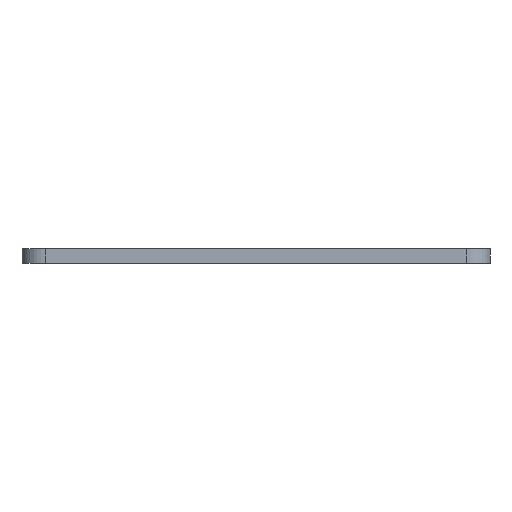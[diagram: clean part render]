
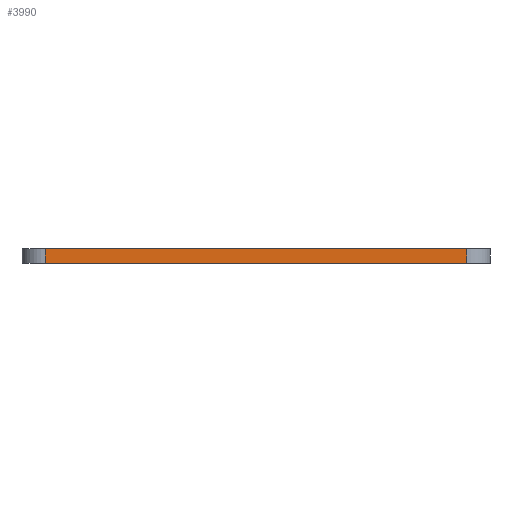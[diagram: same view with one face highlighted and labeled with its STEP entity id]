
A CAD part, front view. The second image highlights one B-rep face of the part: STEP entity #3990.
In plain terms, the highlighted planar face has unit normal (0, -1, 0).
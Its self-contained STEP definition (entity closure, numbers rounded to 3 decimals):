
#83 = PLANE('',#84);
#84 = AXIS2_PLACEMENT_3D('',#85,#86,#87);
#85 = CARTESIAN_POINT('',(148.499,-105.01,1.6));
#86 = DIRECTION('',(0.,0.,1.));
#87 = DIRECTION('',(1.,0.,-0.));
#111 = CYLINDRICAL_SURFACE('',#112,2.54);
#112 = AXIS2_PLACEMENT_3D('',#113,#114,#115);
#113 = CARTESIAN_POINT('',(125.641,-113.894,0.));
#114 = DIRECTION('',(-0.,-0.,-1.));
#115 = DIRECTION('',(1.,0.,-0.));
#137 = PLANE('',#138);
#138 = AXIS2_PLACEMENT_3D('',#139,#140,#141);
#139 = CARTESIAN_POINT('',(148.499,-105.01,0.));
#140 = DIRECTION('',(0.,0.,1.));
#141 = DIRECTION('',(1.,0.,-0.));
#230 = VERTEX_POINT('',#231);
#231 = CARTESIAN_POINT('',(125.641,-116.434,1.6));
#253 = EDGE_CURVE('',#254,#230,#256,.T.);
#254 = VERTEX_POINT('',#255);
#255 = CARTESIAN_POINT('',(125.641,-116.434,0.));
#256 = SURFACE_CURVE('',#257,(#261,#268),.PCURVE_S1.);
#257 = LINE('',#258,#259);
#258 = CARTESIAN_POINT('',(125.641,-116.434,0.));
#259 = VECTOR('',#260,1.);
#260 = DIRECTION('',(0.,0.,1.));
#261 = PCURVE('',#111,#262);
#262 = DEFINITIONAL_REPRESENTATION('',(#263),#267);
#263 = LINE('',#264,#265);
#264 = CARTESIAN_POINT('',(-4.712,0.));
#265 = VECTOR('',#266,1.);
#266 = DIRECTION('',(-0.,-1.));
#267 = ( GEOMETRIC_REPRESENTATION_CONTEXT(2) 
PARAMETRIC_REPRESENTATION_CONTEXT() REPRESENTATION_CONTEXT('2D SPACE',''
  ) );
#268 = PCURVE('',#269,#274);
#269 = PLANE('',#270);
#270 = AXIS2_PLACEMENT_3D('',#271,#272,#273);
#271 = CARTESIAN_POINT('',(125.641,-116.434,0.));
#272 = DIRECTION('',(0.,1.,0.));
#273 = DIRECTION('',(1.,0.,0.));
#274 = DEFINITIONAL_REPRESENTATION('',(#275),#279);
#275 = LINE('',#276,#277);
#276 = CARTESIAN_POINT('',(0.,0.));
#277 = VECTOR('',#278,1.);
#278 = DIRECTION('',(0.,-1.));
#279 = ( GEOMETRIC_REPRESENTATION_CONTEXT(2) 
PARAMETRIC_REPRESENTATION_CONTEXT() REPRESENTATION_CONTEXT('2D SPACE',''
  ) );
#308 = EDGE_CURVE('',#254,#309,#311,.T.);
#309 = VERTEX_POINT('',#310);
#310 = CARTESIAN_POINT('',(171.361,-116.434,0.));
#311 = SURFACE_CURVE('',#312,(#316,#323),.PCURVE_S1.);
#312 = LINE('',#313,#314);
#313 = CARTESIAN_POINT('',(125.641,-116.434,0.));
#314 = VECTOR('',#315,1.);
#315 = DIRECTION('',(1.,0.,0.));
#316 = PCURVE('',#137,#317);
#317 = DEFINITIONAL_REPRESENTATION('',(#318),#322);
#318 = LINE('',#319,#320);
#319 = CARTESIAN_POINT('',(-22.858,-11.423));
#320 = VECTOR('',#321,1.);
#321 = DIRECTION('',(1.,0.));
#322 = ( GEOMETRIC_REPRESENTATION_CONTEXT(2) 
PARAMETRIC_REPRESENTATION_CONTEXT() REPRESENTATION_CONTEXT('2D SPACE',''
  ) );
#323 = PCURVE('',#269,#324);
#324 = DEFINITIONAL_REPRESENTATION('',(#325),#329);
#325 = LINE('',#326,#327);
#326 = CARTESIAN_POINT('',(0.,0.));
#327 = VECTOR('',#328,1.);
#328 = DIRECTION('',(1.,0.));
#329 = ( GEOMETRIC_REPRESENTATION_CONTEXT(2) 
PARAMETRIC_REPRESENTATION_CONTEXT() REPRESENTATION_CONTEXT('2D SPACE',''
  ) );
#348 = CYLINDRICAL_SURFACE('',#349,2.54);
#349 = AXIS2_PLACEMENT_3D('',#350,#351,#352);
#350 = CARTESIAN_POINT('',(171.361,-113.894,0.));
#351 = DIRECTION('',(-0.,-0.,-1.));
#352 = DIRECTION('',(1.,0.,-0.));
#2301 = EDGE_CURVE('',#230,#2302,#2304,.T.);
#2302 = VERTEX_POINT('',#2303);
#2303 = CARTESIAN_POINT('',(171.361,-116.434,1.6));
#2304 = SURFACE_CURVE('',#2305,(#2309,#2316),.PCURVE_S1.);
#2305 = LINE('',#2306,#2307);
#2306 = CARTESIAN_POINT('',(125.641,-116.434,1.6));
#2307 = VECTOR('',#2308,1.);
#2308 = DIRECTION('',(1.,0.,0.));
#2309 = PCURVE('',#83,#2310);
#2310 = DEFINITIONAL_REPRESENTATION('',(#2311),#2315);
#2311 = LINE('',#2312,#2313);
#2312 = CARTESIAN_POINT('',(-22.858,-11.423));
#2313 = VECTOR('',#2314,1.);
#2314 = DIRECTION('',(1.,0.));
#2315 = ( GEOMETRIC_REPRESENTATION_CONTEXT(2) 
PARAMETRIC_REPRESENTATION_CONTEXT() REPRESENTATION_CONTEXT('2D SPACE',''
  ) );
#2316 = PCURVE('',#269,#2317);
#2317 = DEFINITIONAL_REPRESENTATION('',(#2318),#2322);
#2318 = LINE('',#2319,#2320);
#2319 = CARTESIAN_POINT('',(0.,-1.6));
#2320 = VECTOR('',#2321,1.);
#2321 = DIRECTION('',(1.,0.));
#2322 = ( GEOMETRIC_REPRESENTATION_CONTEXT(2) 
PARAMETRIC_REPRESENTATION_CONTEXT() REPRESENTATION_CONTEXT('2D SPACE',''
  ) );
#3990 = ADVANCED_FACE('',(#3991),#269,.F.);
#3991 = FACE_BOUND('',#3992,.F.);
#3992 = EDGE_LOOP('',(#3993,#3994,#3995,#4016));
#3993 = ORIENTED_EDGE('',*,*,#253,.T.);
#3994 = ORIENTED_EDGE('',*,*,#2301,.T.);
#3995 = ORIENTED_EDGE('',*,*,#3996,.F.);
#3996 = EDGE_CURVE('',#309,#2302,#3997,.T.);
#3997 = SURFACE_CURVE('',#3998,(#4002,#4009),.PCURVE_S1.);
#3998 = LINE('',#3999,#4000);
#3999 = CARTESIAN_POINT('',(171.361,-116.434,0.));
#4000 = VECTOR('',#4001,1.);
#4001 = DIRECTION('',(0.,0.,1.));
#4002 = PCURVE('',#269,#4003);
#4003 = DEFINITIONAL_REPRESENTATION('',(#4004),#4008);
#4004 = LINE('',#4005,#4006);
#4005 = CARTESIAN_POINT('',(45.72,0.));
#4006 = VECTOR('',#4007,1.);
#4007 = DIRECTION('',(0.,-1.));
#4008 = ( GEOMETRIC_REPRESENTATION_CONTEXT(2) 
PARAMETRIC_REPRESENTATION_CONTEXT() REPRESENTATION_CONTEXT('2D SPACE',''
  ) );
#4009 = PCURVE('',#348,#4010);
#4010 = DEFINITIONAL_REPRESENTATION('',(#4011),#4015);
#4011 = LINE('',#4012,#4013);
#4012 = CARTESIAN_POINT('',(-4.712,0.));
#4013 = VECTOR('',#4014,1.);
#4014 = DIRECTION('',(-0.,-1.));
#4015 = ( GEOMETRIC_REPRESENTATION_CONTEXT(2) 
PARAMETRIC_REPRESENTATION_CONTEXT() REPRESENTATION_CONTEXT('2D SPACE',''
  ) );
#4016 = ORIENTED_EDGE('',*,*,#308,.F.);
